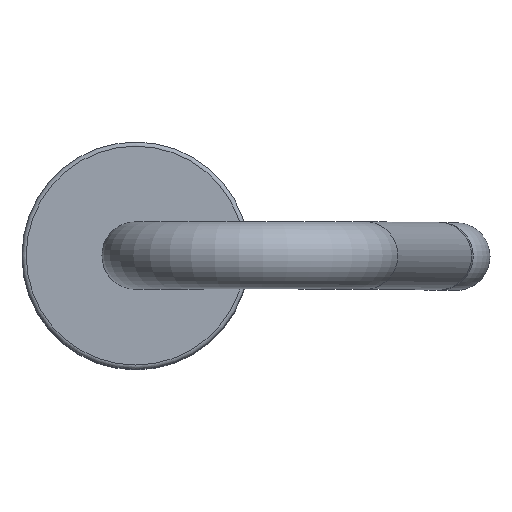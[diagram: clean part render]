
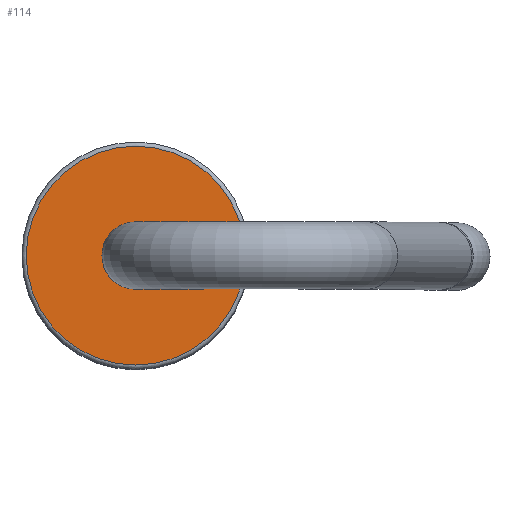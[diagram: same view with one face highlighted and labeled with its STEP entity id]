
A CAD part, top view. The second image highlights one B-rep face of the part: STEP entity #114.
In plain terms, the highlighted planar face has unit normal (0, 0, 1).
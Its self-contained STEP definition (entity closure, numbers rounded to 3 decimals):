
#114=ADVANCED_FACE('',(#276),#278,.T.);
#276=FACE_BOUND('',#277,.T.);
#277=EDGE_LOOP('',(#398));
#278=PLANE('',#279);
#279=AXIS2_PLACEMENT_3D('',#280,#281,#282);
#280=CARTESIAN_POINT('',(0.,0.,5.5));
#281=DIRECTION('',(0.,-0.,1.));
#282=DIRECTION('',(1.,0.,0.));
#398=ORIENTED_EDGE('',*,*,#423,.T.);
#423=EDGE_CURVE('',#441,#441,#442,.T.);
#441=VERTEX_POINT('',#480);
#442=CIRCLE('',#481,1.3);
#480=CARTESIAN_POINT('',(1.3,0.,5.5));
#481=AXIS2_PLACEMENT_3D('',#482,#483,#484);
#482=CARTESIAN_POINT('',(0.,0.,5.5));
#483=DIRECTION('',(0.,-0.,1.));
#484=DIRECTION('',(1.,0.,0.));
